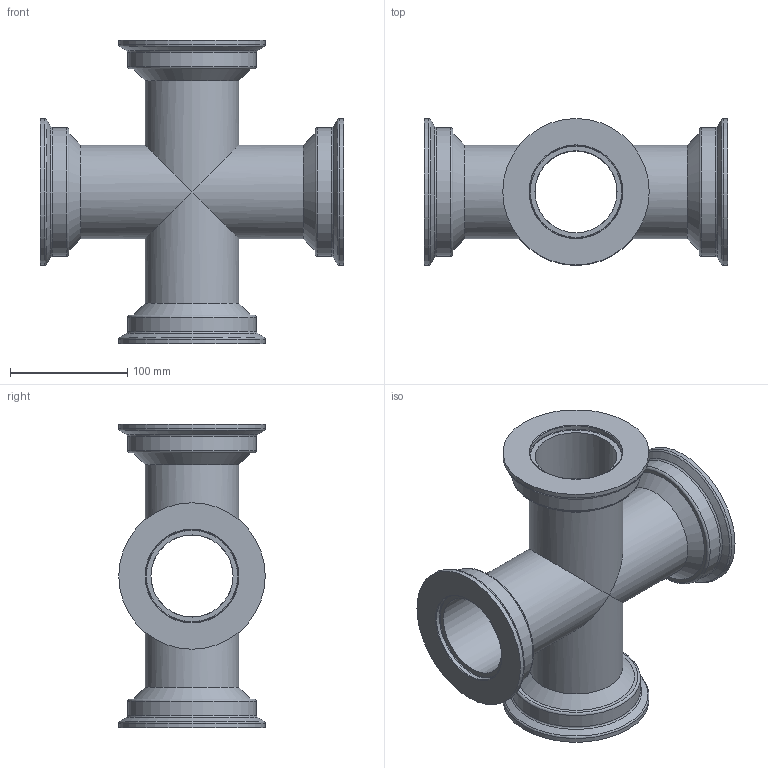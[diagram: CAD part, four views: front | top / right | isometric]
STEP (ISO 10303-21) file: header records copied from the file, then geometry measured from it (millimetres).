
FILE_DESCRIPTION(/* description */ (''),/* implementation_level */ '2;1');
FILE_NAME(/* name */ 'PPS1 CR80.x_t.ipt.stp',/* time_stamp */ '2021-12-23T10:57:11+01:00',/* author */ ('Utilisateur'),/* organization */ (''),/* preprocessor_version */ 'ST-DEVELOPER v18.1',/* originating_system */ 'Autodesk Inventor 2021',/* authorisation */ '');
FILE_SCHEMA (('AUTOMOTIVE_DESIGN { 1 0 10303 214 3 1 1 }'));
Length unit declared in the file: metre
Products named in the file (1): PPS1 CR80.x_t
Bounding box: 259 x 125 x 259 mm (x, y, z)
Volume: 1049424.7 mm3; surface area: 260368.6 mm2
Topology: 1 solids, 1 shells, 60 faces, 173 edges, 121 vertices
Faces by surface type: cylinder 20, torus 20, plane 12, cone 8
Full cylindrical faces by diameter (mm): 70 x4, 79 x4, 80 x4, 110 x4, 125 x4
Entity records: 2160 total; most frequent: DIRECTION 440, CARTESIAN_POINT 355, ORIENTED_EDGE 346, AXIS2_PLACEMENT_3D 206, EDGE_CURVE 173, CIRCLE 137, VERTEX_POINT 121, EDGE_LOOP 72
